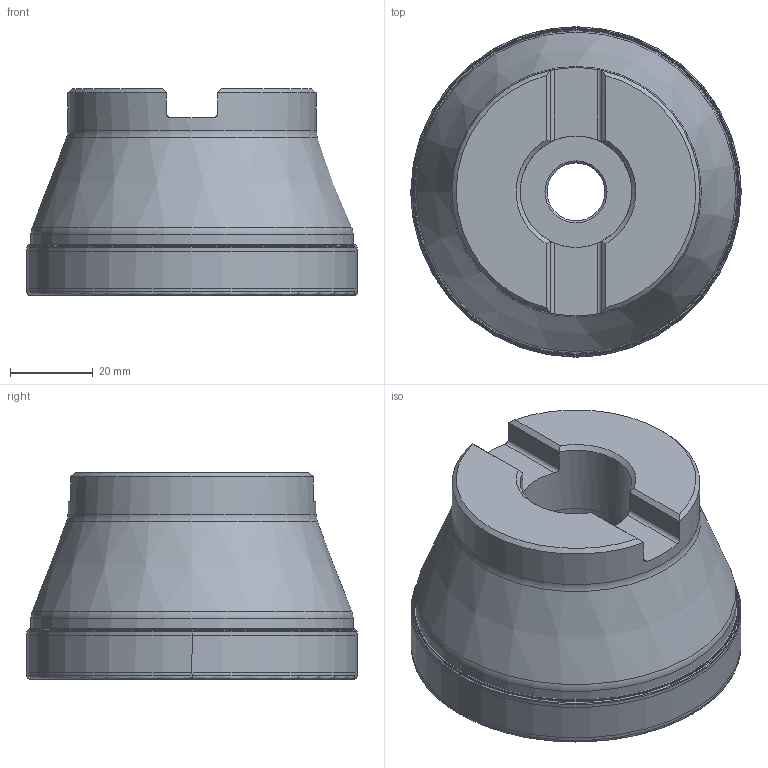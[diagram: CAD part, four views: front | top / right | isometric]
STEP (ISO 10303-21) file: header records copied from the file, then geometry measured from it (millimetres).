
FILE_DESCRIPTION(/* description */ (''),/* implementation_level */ '2;1');
FILE_NAME(/* name */ '80A05R_S90LN12_C_SIM.stp',/* time_stamp */ '2018-12-11T10:03:55+01:00',/* author */ (''),/* organization */ (''),/* preprocessor_version */ 'ST-DEVELOPER v15',/* originating_system */ 'SIEMENS PLM Software NX 8.5',/* authorisation */ '');
FILE_SCHEMA (('AUTOMOTIVE_DESIGN { 1 0 10303 214 3 1 1 1 }'));
Length unit declared in the file: millimetre
Products named in the file (1): hm150F04EA11k2s2
Bounding box: 79.93 x 79.93 x 50 mm (x, y, z)
Volume: 173219.3 mm3; surface area: 31676.3 mm2
Topology: 2 solids, 2 shells, 112 faces, 237 edges, 129 vertices
Faces by surface type: revolution 72, plane 16, cylinder 10, cone 8, torus 6
Full cylindrical faces by diameter (mm): 14 x1, 27 x1, 28 x1, 38 x1, 60 x1, 77.938 x1
Entity records: 4033 total; most frequent: CARTESIAN_POINT 1839, ORIENTED_EDGE 430, DIRECTION 376, EDGE_CURVE 215, B_SPLINE_CURVE_WITH_KNOTS 148, AXIS2_PLACEMENT_3D 136, EDGE_LOOP 132, VERTEX_POINT 123
